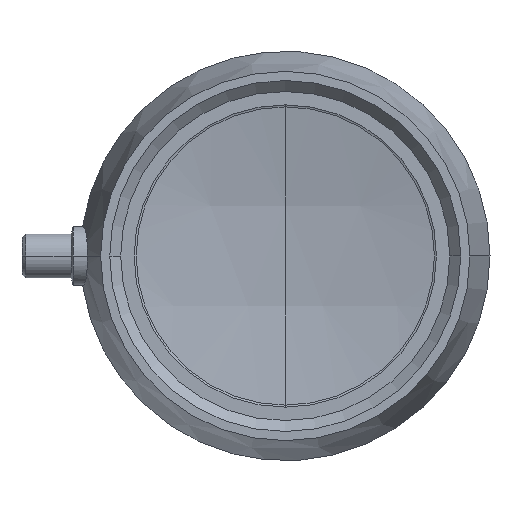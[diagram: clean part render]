
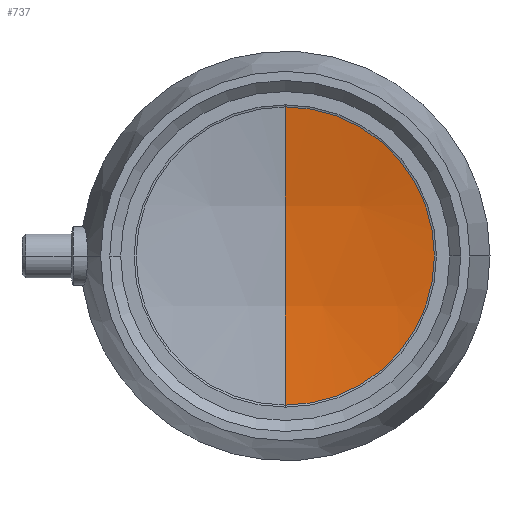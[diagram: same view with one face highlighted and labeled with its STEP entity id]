
A CAD part, left-side view. The second image highlights one B-rep face of the part: STEP entity #737.
In plain terms, the highlighted spherical face has radius 214.923 mm.
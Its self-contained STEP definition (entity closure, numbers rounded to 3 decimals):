
#419 = VERTEX_POINT( '', #1076 );
#461 = EDGE_CURVE( '', #665, #419, #1122, .T. );
#665 = VERTEX_POINT( '', #1349 );
#737 = ADVANCED_FACE( '', ( #1429 ), #1430, .F. );
#879 = EDGE_CURVE( '', #665, #419, #1590, .T. );
#1076 = CARTESIAN_POINT( '', ( 72.81, 0., 40.792 ) );
#1122 = CIRCLE( '', #2009, 214.923 );
#1349 = CARTESIAN_POINT( '', ( 72.81, 0., -40.792 ) );
#1429 = FACE_OUTER_BOUND( '', #2524, .T. );
#1430 = SPHERICAL_SURFACE( '', #2525, 214.923 );
#1590 = CIRCLE( '', #2877, 40.792 );
#2009 = AXIS2_PLACEMENT_3D( '', #3226, #3227, #3228 );
#2524 = EDGE_LOOP( '', ( #3575, #3576 ) );
#2525 = AXIS2_PLACEMENT_3D( '', #3577, #3578, #3579 );
#2877 = AXIS2_PLACEMENT_3D( '', #3794, #3795, #3796 );
#3226 = CARTESIAN_POINT( '', ( -138.207, 0., 0. ) );
#3227 = DIRECTION( '', ( 0., -1., 0. ) );
#3228 = DIRECTION( '', ( 0., 0., -1. ) );
#3575 = ORIENTED_EDGE( '', *, *, #461, .F. );
#3576 = ORIENTED_EDGE( '', *, *, #879, .T. );
#3577 = CARTESIAN_POINT( '', ( -138.207, 0., 0. ) );
#3578 = DIRECTION( '', ( 0., 0., 1. ) );
#3579 = DIRECTION( '', ( 1., 0., 0. ) );
#3794 = CARTESIAN_POINT( '', ( 72.81, 0., 0. ) );
#3795 = DIRECTION( '', ( -1., 0., 0. ) );
#3796 = DIRECTION( '', ( 0., 1., 0. ) );
